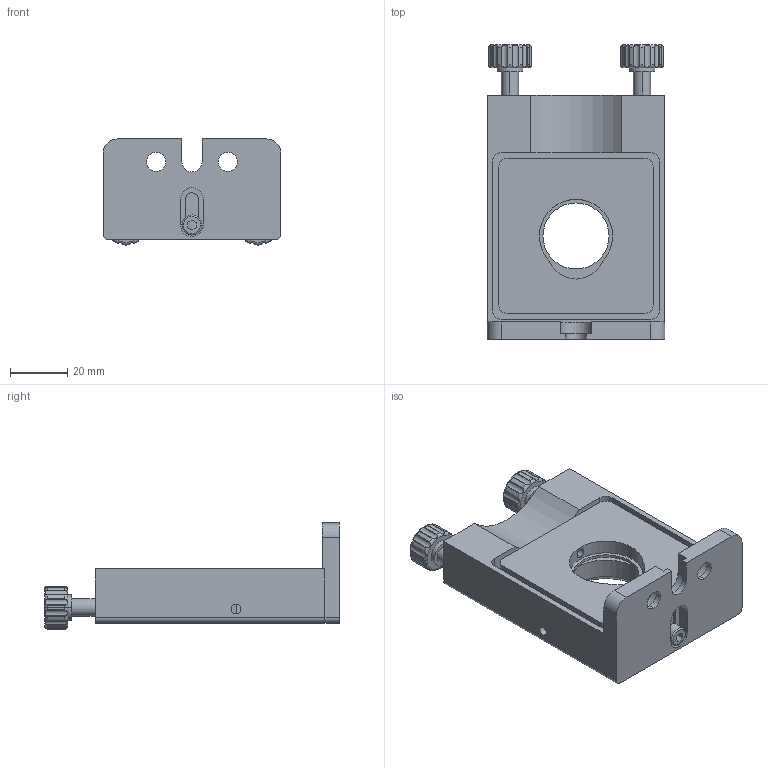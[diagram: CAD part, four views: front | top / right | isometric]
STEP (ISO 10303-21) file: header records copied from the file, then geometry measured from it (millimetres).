
FILE_DESCRIPTION (( 'STEP AP203' ), '1' );
FILE_NAME ('04VMT-1M.STEP', '2022-07-20T03:45:53', ( '' ), ( '' ), 'SwSTEP 2.0', 'SolidWorks 2021', '' );
FILE_SCHEMA (( 'CONFIG_CONTROL_DESIGN' ));
Length unit declared in the file: millimetre
Products named in the file (1): 04VMT-1M
Bounding box: 62 x 102.68 x 37 mm (x, y, z)
Surface area: 32674.2 mm2 (no closed solid volume)
Topology: 0 solids, 21 shells, 291 faces, 953 edges, 667 vertices
Faces by surface type: cylinder 180, plane 81, cone 10, torus 10, bspline 10
Entity records: 15362 total; most frequent: CARTESIAN_POINT 7041, DIRECTION 1677, ORIENTED_EDGE 1650, EDGE_CURVE 953, VERTEX_POINT 667, AXIS2_PLACEMENT_3D 633, LINE 411, VECTOR 411
